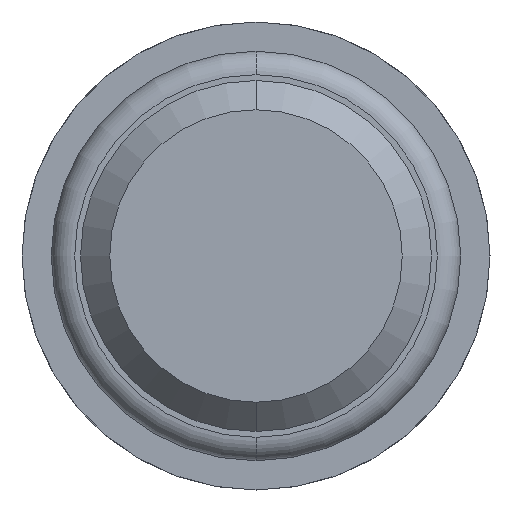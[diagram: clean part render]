
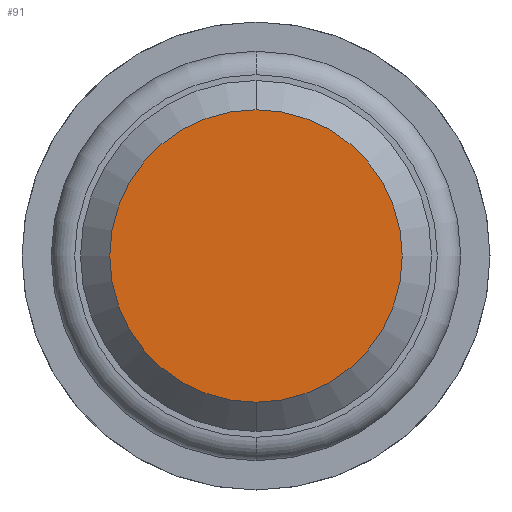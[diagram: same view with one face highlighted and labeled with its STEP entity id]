
A CAD part, front view. The second image highlights one B-rep face of the part: STEP entity #91.
In plain terms, the highlighted planar face has unit normal (0, -1, 0).
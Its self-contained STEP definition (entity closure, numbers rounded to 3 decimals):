
#76 = ORIENTED_EDGE ( 'NONE', *, *, #3311, .T. ) ;
#91 = ADVANCED_FACE ( 'Defeature ausgef�hrt3_4', ( #5000 ), #2314, .F. ) ;
#573 = CIRCLE ( 'NONE', #861, 1.25 ) ;
#616 = CARTESIAN_POINT ( 'NONE',  ( 0., -34.6, 0. ) ) ;
#652 = DIRECTION ( 'NONE',  ( 0., 0., 1. ) ) ;
#859 = EDGE_CURVE ( 'Defeature ausgef�hrt3_4+Defeature ausgef�hrt3_3+Defeature ausgef�hrt3_3+Defeature ausgef�hrt3_3', #1600, #3299, #3895, .T. ) ;
#861 = AXIS2_PLACEMENT_3D ( 'NONE', #616, #4673, #652 ) ;
#1307 = CARTESIAN_POINT ( 'NONE',  ( 0., -34.6, -1.25 ) ) ;
#1600 = VERTEX_POINT ( 'NONE', #1307 ) ;
#2314 = PLANE ( 'NONE',  #3063 ) ;
#2956 = CARTESIAN_POINT ( 'NONE',  ( 0., -34.6, 0. ) ) ;
#3063 = AXIS2_PLACEMENT_3D ( 'NONE', #3894, #3130, #3966 ) ;
#3130 = DIRECTION ( 'NONE',  ( 0., 1., 0. ) ) ;
#3263 = AXIS2_PLACEMENT_3D ( 'NONE', #2956, #3347, #4848 ) ;
#3299 = VERTEX_POINT ( 'NONE', #4614 ) ;
#3311 = EDGE_CURVE ( 'Defeature ausgef�hrt3_4+Defeature ausgef�hrt3_3+Defeature ausgef�hrt3_3+Defeature ausgef�hrt3_3', #3299, #1600, #573, .T. ) ;
#3347 = DIRECTION ( 'NONE',  ( 0., -1., 0. ) ) ;
#3894 = CARTESIAN_POINT ( 'NONE',  ( 0., -34.6, 0. ) ) ;
#3895 = CIRCLE ( 'NONE', #3263, 1.25 ) ;
#3966 = DIRECTION ( 'NONE',  ( 0., 0., 1. ) ) ;
#4410 = ORIENTED_EDGE ( 'NONE', *, *, #859, .T. ) ;
#4614 = CARTESIAN_POINT ( 'NONE',  ( 0., -34.6, 1.25 ) ) ;
#4673 = DIRECTION ( 'NONE',  ( 0., -1., 0. ) ) ;
#4848 = DIRECTION ( 'NONE',  ( 0., 0., 1. ) ) ;
#5000 = FACE_OUTER_BOUND ( 'NONE', #5139, .T. ) ;
#5139 = EDGE_LOOP ( 'NONE', ( #76, #4410 ) ) ;
